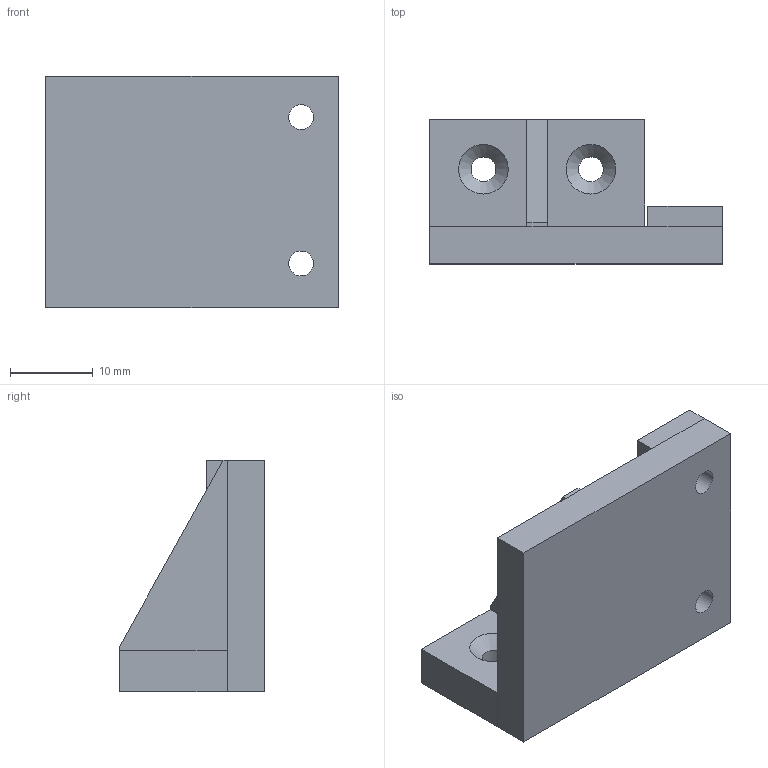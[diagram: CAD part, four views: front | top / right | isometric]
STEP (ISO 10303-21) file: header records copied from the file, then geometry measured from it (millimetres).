
FILE_DESCRIPTION(('FreeCAD Model'),'2;1');
FILE_NAME('Open CASCADE Shape Model','2023-02-20T21:07:23',(''),(''), 'Open CASCADE STEP processor 7.6','FreeCAD','Unknown');
FILE_SCHEMA(('AUTOMOTIVE_DESIGN { 1 0 10303 214 1 1 1 1 }'));
Length unit declared in the file: millimetre
Products named in the file (1): крепление мотора
Bounding box: 35.4 x 17.5 x 28 mm (x, y, z)
Volume: 6711.5 mm3; surface area: 4054.4 mm2
Topology: 1 solids, 1 shells, 48 faces, 117 edges, 73 vertices
Faces by surface type: plane 42, cylinder 4, cone 2
Full cylindrical faces by diameter (mm): 3 x4
Entity records: 2948 total; most frequent: CARTESIAN_POINT 509, DIRECTION 453, LINE 333, VECTOR 333, ORIENTED_EDGE 234, PCURVE 234, DEFINITIONAL_REPRESENTATION 234, EDGE_CURVE 117
